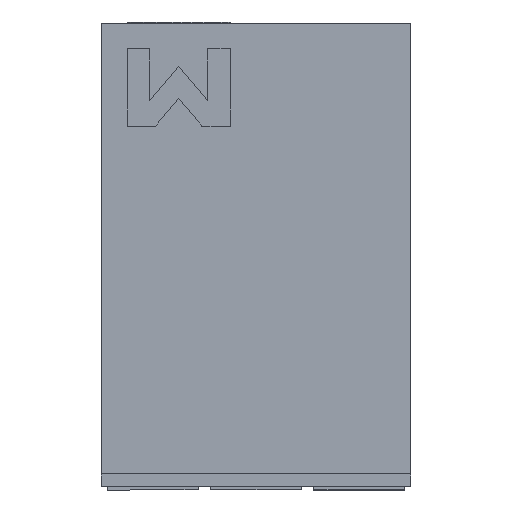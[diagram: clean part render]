
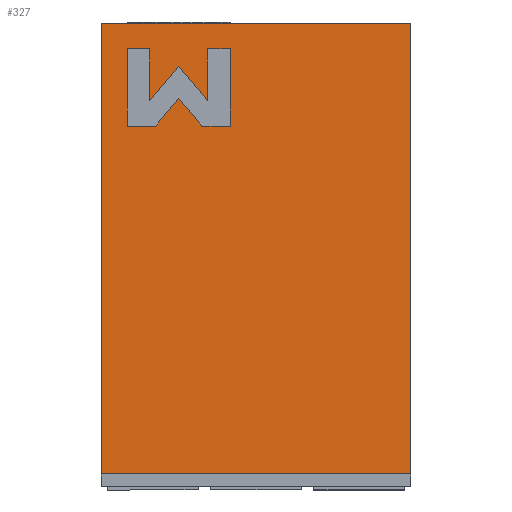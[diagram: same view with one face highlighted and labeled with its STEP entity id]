
A CAD part, left-side view. The second image highlights one B-rep face of the part: STEP entity #327.
In plain terms, the highlighted planar face has unit normal (-1, 0, 0).
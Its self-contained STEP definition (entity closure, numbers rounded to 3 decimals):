
#70 = LINE ( 'NONE', #1412, #264 ) ;
#157 = ORIENTED_EDGE ( 'NONE', *, *, #2042, .T. ) ;
#163 = CARTESIAN_POINT ( 'NONE',  ( 0., 24., -36. ) ) ;
#209 = DIRECTION ( 'NONE',  ( 1., 0., 0. ) ) ;
#252 = ORIENTED_EDGE ( 'NONE', *, *, #1897, .F. ) ;
#264 = VECTOR ( 'NONE', #2261, 1000. ) ;
#307 = VERTEX_POINT ( 'NONE', #1115 ) ;
#312 = AXIS2_PLACEMENT_3D ( 'NONE', #2171, #209, #656 ) ;
#327 = ADVANCED_FACE ( 'NONE', ( #712 ), #1580, .F. ) ;
#395 = EDGE_CURVE ( 'NONE', #1540, #307, #70, .T. ) ;
#439 = DIRECTION ( 'NONE',  ( 0., 0., 1. ) ) ;
#656 = DIRECTION ( 'NONE',  ( 0., 0., -1. ) ) ;
#712 = FACE_OUTER_BOUND ( 'NONE', #1392, .T. ) ;
#884 = CARTESIAN_POINT ( 'NONE',  ( 0., 24., 0. ) ) ;
#1037 = CARTESIAN_POINT ( 'NONE',  ( 0., 0., -36. ) ) ;
#1115 = CARTESIAN_POINT ( 'NONE',  ( 0., 24., 0. ) ) ;
#1147 = VERTEX_POINT ( 'NONE', #1916 ) ;
#1392 = EDGE_LOOP ( 'NONE', ( #1624, #252, #1612, #157 ) ) ;
#1412 = CARTESIAN_POINT ( 'NONE',  ( 0., 24., 0. ) ) ;
#1495 = LINE ( 'NONE', #884, #1637 ) ;
#1515 = CARTESIAN_POINT ( 'NONE',  ( 0., 24., -36. ) ) ;
#1540 = VERTEX_POINT ( 'NONE', #1515 ) ;
#1567 = DIRECTION ( 'NONE',  ( 0., -1., 0. ) ) ;
#1580 = PLANE ( 'NONE',  #312 ) ;
#1612 = ORIENTED_EDGE ( 'NONE', *, *, #395, .F. ) ;
#1624 = ORIENTED_EDGE ( 'NONE', *, *, #2725, .T. ) ;
#1637 = VECTOR ( 'NONE', #1567, 1000. ) ;
#1666 = DIRECTION ( 'NONE',  ( 0., -1., 0. ) ) ;
#1699 = VERTEX_POINT ( 'NONE', #1037 ) ;
#1855 = LINE ( 'NONE', #163, #2767 ) ;
#1897 = EDGE_CURVE ( 'NONE', #307, #1147, #1495, .T. ) ;
#1916 = CARTESIAN_POINT ( 'NONE',  ( 0., 0., 0. ) ) ;
#2042 = EDGE_CURVE ( 'NONE', #1540, #1699, #1855, .T. ) ;
#2124 = LINE ( 'NONE', #2384, #2755 ) ;
#2171 = CARTESIAN_POINT ( 'NONE',  ( 0., 24., 0. ) ) ;
#2261 = DIRECTION ( 'NONE',  ( 0., 0., 1. ) ) ;
#2384 = CARTESIAN_POINT ( 'NONE',  ( 0., 0., 0. ) ) ;
#2725 = EDGE_CURVE ( 'NONE', #1699, #1147, #2124, .T. ) ;
#2755 = VECTOR ( 'NONE', #439, 1000. ) ;
#2767 = VECTOR ( 'NONE', #1666, 1000. ) ;
